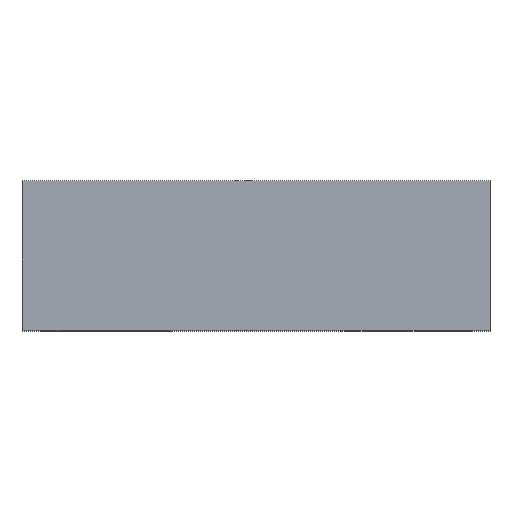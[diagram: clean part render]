
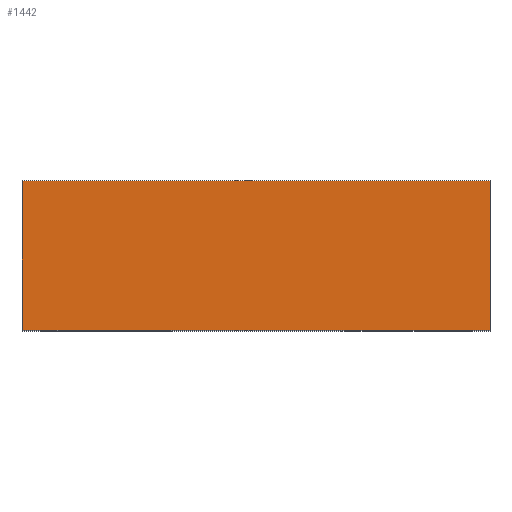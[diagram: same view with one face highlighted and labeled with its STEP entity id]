
A CAD part, top view. The second image highlights one B-rep face of the part: STEP entity #1442.
In plain terms, the highlighted planar face has unit normal (0, 0, 1).
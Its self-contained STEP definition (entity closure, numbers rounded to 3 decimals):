
#101 = CARTESIAN_POINT ( 'NONE',  ( -1.25, 0., 1.6 ) ) ;
#201 = VECTOR ( 'NONE', #1689, 1000. ) ;
#203 = LINE ( 'NONE', #1294, #201 ) ;
#230 = VECTOR ( 'NONE', #314, 1000. ) ;
#314 = DIRECTION ( 'NONE',  ( 0., -1., 0. ) ) ;
#316 = DIRECTION ( 'NONE',  ( -1., 0., 0. ) ) ;
#391 = VECTOR ( 'NONE', #967, 1000. ) ;
#403 = DIRECTION ( 'NONE',  ( 1., 0., 0. ) ) ;
#448 = CARTESIAN_POINT ( 'NONE',  ( -1.25, 0.8, 1.6 ) ) ;
#450 = FACE_OUTER_BOUND ( 'NONE', #1644, .T. ) ;
#467 = EDGE_CURVE ( 'NONE', #1602, #1111, #1655, .T. ) ;
#629 = VECTOR ( 'NONE', #403, 1000. ) ;
#729 = CARTESIAN_POINT ( 'NONE',  ( 1.25, 0., 1.6 ) ) ;
#750 = VERTEX_POINT ( 'NONE', #1302 ) ;
#833 = CARTESIAN_POINT ( 'NONE',  ( -1.25, 0.8, 1.6 ) ) ;
#885 = ORIENTED_EDGE ( 'NONE', *, *, #467, .T. ) ;
#967 = DIRECTION ( 'NONE',  ( 1., 0., 0. ) ) ;
#1111 = VERTEX_POINT ( 'NONE', #729 ) ;
#1123 = DIRECTION ( 'NONE',  ( 0., 0., -1. ) ) ;
#1130 = VERTEX_POINT ( 'NONE', #1276 ) ;
#1131 = LINE ( 'NONE', #448, #230 ) ;
#1180 = ORIENTED_EDGE ( 'NONE', *, *, #1197, .F. ) ;
#1197 = EDGE_CURVE ( 'NONE', #750, #1130, #1353, .T. ) ;
#1276 = CARTESIAN_POINT ( 'NONE',  ( 1.25, 0.8, 1.6 ) ) ;
#1294 = CARTESIAN_POINT ( 'NONE',  ( 1.25, 0.8, 1.6 ) ) ;
#1302 = CARTESIAN_POINT ( 'NONE',  ( -1.25, 0.8, 1.6 ) ) ;
#1321 = EDGE_CURVE ( 'NONE', #750, #1602, #1131, .T. ) ;
#1346 = ORIENTED_EDGE ( 'NONE', *, *, #1321, .T. ) ;
#1353 = LINE ( 'NONE', #1730, #629 ) ;
#1442 = ADVANCED_FACE ( 'NONE', ( #450 ), #1530, .F. ) ;
#1491 = CARTESIAN_POINT ( 'NONE',  ( -1.25, 0., 1.6 ) ) ;
#1530 = PLANE ( 'NONE',  #1610 ) ;
#1555 = EDGE_CURVE ( 'NONE', #1130, #1111, #203, .T. ) ;
#1602 = VERTEX_POINT ( 'NONE', #101 ) ;
#1610 = AXIS2_PLACEMENT_3D ( 'NONE', #833, #1123, #316 ) ;
#1644 = EDGE_LOOP ( 'NONE', ( #885, #1704, #1180, #1346 ) ) ;
#1655 = LINE ( 'NONE', #1491, #391 ) ;
#1689 = DIRECTION ( 'NONE',  ( 0., -1., 0. ) ) ;
#1704 = ORIENTED_EDGE ( 'NONE', *, *, #1555, .F. ) ;
#1730 = CARTESIAN_POINT ( 'NONE',  ( -1.25, 0.8, 1.6 ) ) ;
